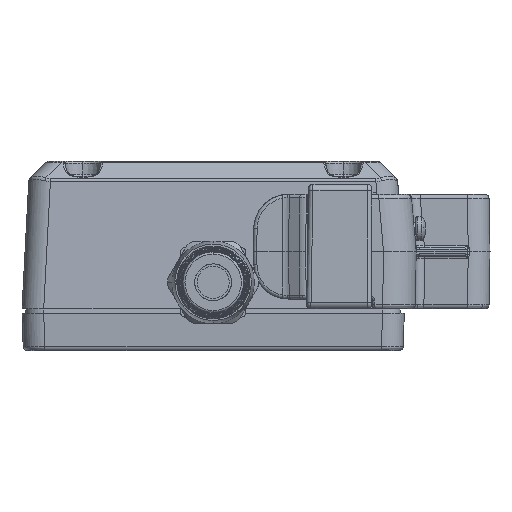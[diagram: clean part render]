
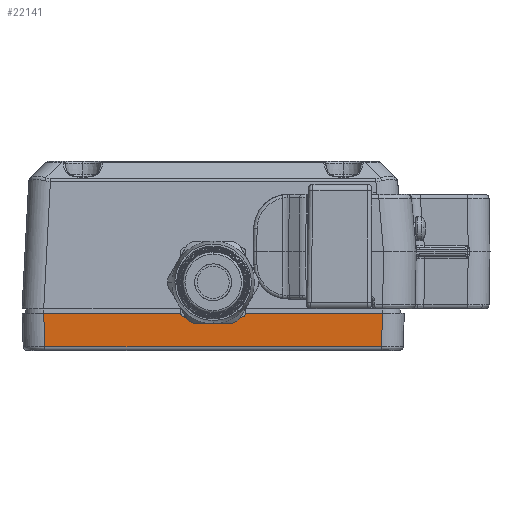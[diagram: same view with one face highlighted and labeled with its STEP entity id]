
A CAD part, left-side view. The second image highlights one B-rep face of the part: STEP entity #22141.
In plain terms, the highlighted planar face has unit normal (-0.999, 0, -0.035).
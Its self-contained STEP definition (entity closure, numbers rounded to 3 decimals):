
#280 =( BOUNDED_CURVE ( )  B_SPLINE_CURVE ( 3, ( #48913, #49854, #49850, #49837 ),
 .UNSPECIFIED., .F., .F. ) 
 B_SPLINE_CURVE_WITH_KNOTS ( ( 4, 4 ),
 ( 3.142, 4.562 ),
 .UNSPECIFIED. ) 
 CURVE ( )  GEOMETRIC_REPRESENTATION_ITEM ( )  RATIONAL_B_SPLINE_CURVE ( ( 1., 0.839, 0.839, 1. ) ) 
 REPRESENTATION_ITEM ( '' )  );
#281 =( BOUNDED_CURVE ( )  B_SPLINE_CURVE ( 3, ( #49234, #49052, #49223, #48819 ),
 .UNSPECIFIED., .F., .F. ) 
 B_SPLINE_CURVE_WITH_KNOTS ( ( 4, 4 ),
 ( 1.721, 3.142 ),
 .UNSPECIFIED. ) 
 CURVE ( )  GEOMETRIC_REPRESENTATION_ITEM ( )  RATIONAL_B_SPLINE_CURVE ( ( 1., 0.839, 0.839, 1. ) ) 
 REPRESENTATION_ITEM ( '' )  );
#1712 = ORIENTED_EDGE ( 'NONE', *, *, #6517, .F. ) ;
#1860 = ORIENTED_EDGE ( 'NONE', *, *, #6515, .F. ) ;
#4868 = FACE_OUTER_BOUND ( 'NONE', #8914, .T. ) ;
#5761 = ORIENTED_EDGE ( 'NONE', *, *, #6528, .F. ) ;
#5778 = ORIENTED_EDGE ( 'NONE', *, *, #6522, .F. ) ;
#6259 = ORIENTED_EDGE ( 'NONE', *, *, #6524, .T. ) ;
#6515 = EDGE_CURVE ( 'NONE', #46314, #46313, #35899, .T. ) ;
#6517 = EDGE_CURVE ( 'NONE', #46313, #46312, #280, .T. ) ;
#6519 = EDGE_CURVE ( 'NONE', #46312, #46334, #35900, .T. ) ;
#6522 = EDGE_CURVE ( 'NONE', #46334, #46310, #35903, .T. ) ;
#6524 = EDGE_CURVE ( 'NONE', #46311, #46310, #35905, .T. ) ;
#6526 = EDGE_CURVE ( 'NONE', #46318, #46311, #35904, .T. ) ;
#6528 = EDGE_CURVE ( 'NONE', #46318, #46327, #35909, .T. ) ;
#6530 = EDGE_CURVE ( 'NONE', #46327, #46314, #281, .T. ) ;
#8914 = EDGE_LOOP ( 'NONE', ( #22482, #5761, #22605, #6259, #5778, #22487, #1712, #1860 ) ) ;
#22141 = ADVANCED_FACE ( 'NONE', ( #4868 ), #25699, .T. ) ;
#22482 = ORIENTED_EDGE ( 'NONE', *, *, #6530, .F. ) ;
#22487 = ORIENTED_EDGE ( 'NONE', *, *, #6519, .F. ) ;
#22605 = ORIENTED_EDGE ( 'NONE', *, *, #6526, .T. ) ;
#25697 = CARTESIAN_POINT ( 'NONE',  ( -57.295, 100.882, -17.7 ) ) ;
#25699 = PLANE ( 'NONE',  #39615 ) ;
#25702 = DIRECTION ( 'NONE',  ( -0.999, 0., -0.035 ) ) ;
#25703 = DIRECTION ( 'NONE',  ( -0.035, 0., 0.999 ) ) ;
#35899 = LINE ( 'NONE', #50309, #35901 ) ;
#35900 = LINE ( 'NONE', #48849, #35902 ) ;
#35901 = VECTOR ( 'NONE', #49844, 1000. ) ;
#35902 = VECTOR ( 'NONE', #49818, 1000. ) ;
#35903 = LINE ( 'NONE', #48685, #35906 ) ;
#35904 = LINE ( 'NONE', #50497, #35910 ) ;
#35905 = LINE ( 'NONE', #48682, #35908 ) ;
#35906 = VECTOR ( 'NONE', #49856, 1000. ) ;
#35908 = VECTOR ( 'NONE', #50703, 1000. ) ;
#35909 = LINE ( 'NONE', #50462, #35912 ) ;
#35910 = VECTOR ( 'NONE', #50476, 1000. ) ;
#35912 = VECTOR ( 'NONE', #49220, 1000. ) ;
#39615 = AXIS2_PLACEMENT_3D ( 'NONE', #25697, #25702, #25703 ) ;
#46310 = VERTEX_POINT ( 'NONE', #51198 ) ;
#46311 = VERTEX_POINT ( 'NONE', #51199 ) ;
#46312 = VERTEX_POINT ( 'NONE', #51200 ) ;
#46313 = VERTEX_POINT ( 'NONE', #51201 ) ;
#46314 = VERTEX_POINT ( 'NONE', #51202 ) ;
#46318 = VERTEX_POINT ( 'NONE', #51206 ) ;
#46327 = VERTEX_POINT ( 'NONE', #51215 ) ;
#46334 = VERTEX_POINT ( 'NONE', #51222 ) ;
#48682 = CARTESIAN_POINT ( 'NONE',  ( -57.028, 76.882, -25.335 ) ) ;
#48685 = CARTESIAN_POINT ( 'NONE',  ( -57.276, 37.897, -18.223 ) ) ;
#48819 = CARTESIAN_POINT ( 'NONE',  ( -57.265, 83.382, -18.55 ) ) ;
#48849 = CARTESIAN_POINT ( 'NONE',  ( -57.295, 100.882, -17.7 ) ) ;
#48913 = CARTESIAN_POINT ( 'NONE',  ( -57.265, 70.382, -18.55 ) ) ;
#49052 = CARTESIAN_POINT ( 'NONE',  ( -57.277, 84.293, -18.212 ) ) ;
#49220 = DIRECTION ( 'NONE',  ( 0., -1., 0. ) ) ;
#49223 = CARTESIAN_POINT ( 'NONE',  ( -57.265, 83.9, -18.55 ) ) ;
#49234 = CARTESIAN_POINT ( 'NONE',  ( -57.295, 84.37, -17.7 ) ) ;
#49818 = DIRECTION ( 'NONE',  ( 0., -1., 0. ) ) ;
#49837 = CARTESIAN_POINT ( 'NONE',  ( -57.295, 69.393, -17.7 ) ) ;
#49844 = DIRECTION ( 'NONE',  ( 0., -1., 0. ) ) ;
#49850 = CARTESIAN_POINT ( 'NONE',  ( -57.277, 69.471, -18.212 ) ) ;
#49854 = CARTESIAN_POINT ( 'NONE',  ( -57.265, 69.864, -18.55 ) ) ;
#49856 = DIRECTION ( 'NONE',  ( 0.035, 0.035, -0.999 ) ) ;
#50309 = CARTESIAN_POINT ( 'NONE',  ( -57.265, 100.882, -18.55 ) ) ;
#50462 = CARTESIAN_POINT ( 'NONE',  ( -57.295, 100.882, -17.7 ) ) ;
#50476 = DIRECTION ( 'NONE',  ( 0.035, -0.035, -0.999 ) ) ;
#50497 = CARTESIAN_POINT ( 'NONE',  ( -57.276, 115.867, -18.223 ) ) ;
#50703 = DIRECTION ( 'NONE',  ( 0., -1., 0. ) ) ;
#51198 = CARTESIAN_POINT ( 'NONE',  ( -57.028, 38.145, -25.335 ) ) ;
#51199 = CARTESIAN_POINT ( 'NONE',  ( -57.028, 115.618, -25.335 ) ) ;
#51200 = CARTESIAN_POINT ( 'NONE',  ( -57.295, 69.393, -17.7 ) ) ;
#51201 = CARTESIAN_POINT ( 'NONE',  ( -57.265, 70.382, -18.55 ) ) ;
#51202 = CARTESIAN_POINT ( 'NONE',  ( -57.265, 83.382, -18.55 ) ) ;
#51206 = CARTESIAN_POINT ( 'NONE',  ( -57.295, 115.885, -17.7 ) ) ;
#51215 = CARTESIAN_POINT ( 'NONE',  ( -57.295, 84.37, -17.7 ) ) ;
#51222 = CARTESIAN_POINT ( 'NONE',  ( -57.295, 37.879, -17.7 ) ) ;
